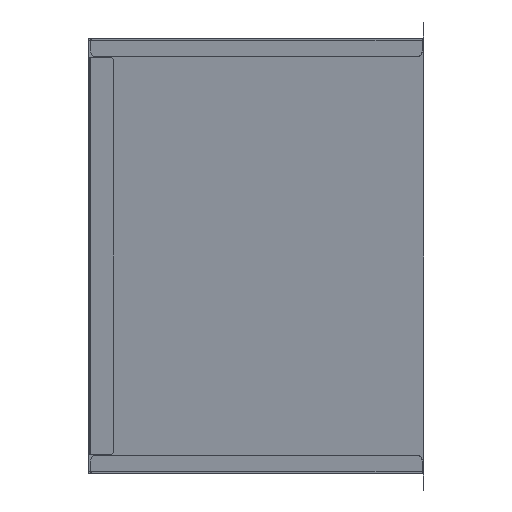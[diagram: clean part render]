
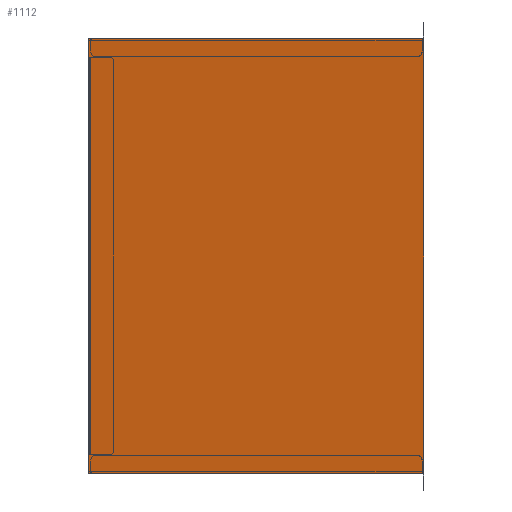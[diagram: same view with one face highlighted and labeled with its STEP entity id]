
A CAD part, front view. The second image highlights one B-rep face of the part: STEP entity #1112.
In plain terms, the highlighted face is planar.
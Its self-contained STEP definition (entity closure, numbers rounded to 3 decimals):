
#106 = PLANE ( 'NONE',  #4550 ) ;
#117 = CARTESIAN_POINT ( 'NONE',  ( 246., 195., 0. ) ) ;
#196 = CARTESIAN_POINT ( 'NONE',  ( 246., 195., 0. ) ) ;
#305 = EDGE_CURVE ( 'NONE', #5555, #1387, #5258, .T. ) ;
#381 = DIRECTION ( 'NONE',  ( 0., -1., 0. ) ) ;
#749 = DIRECTION ( 'NONE',  ( 0., 0., 1. ) ) ;
#798 = EDGE_CURVE ( 'NONE', #4628, #5555, #3210, .T. ) ;
#1011 = VECTOR ( 'NONE', #381, 1000. ) ;
#1112 = ADVANCED_FACE ( 'NONE', ( #2844 ), #106, .F. ) ;
#1387 = VERTEX_POINT ( 'NONE', #4822 ) ;
#1553 = VECTOR ( 'NONE', #6874, 1000. ) ;
#1683 = VERTEX_POINT ( 'NONE', #5077 ) ;
#2655 = VECTOR ( 'NONE', #3946, 1000. ) ;
#2844 = FACE_OUTER_BOUND ( 'NONE', #6136, .T. ) ;
#3082 = EDGE_CURVE ( 'NONE', #1387, #1683, #4749, .T. ) ;
#3210 = LINE ( 'NONE', #5990, #3399 ) ;
#3399 = VECTOR ( 'NONE', #5413, 1000. ) ;
#3946 = DIRECTION ( 'NONE',  ( 1., 0., 0. ) ) ;
#3964 = ORIENTED_EDGE ( 'NONE', *, *, #305, .F. ) ;
#4249 = ORIENTED_EDGE ( 'NONE', *, *, #798, .F. ) ;
#4550 = AXIS2_PLACEMENT_3D ( 'NONE', #6711, #749, #4721 ) ;
#4628 = VERTEX_POINT ( 'NONE', #6606 ) ;
#4721 = DIRECTION ( 'NONE',  ( 1., 0., 0. ) ) ;
#4749 = LINE ( 'NONE', #6404, #1011 ) ;
#4799 = EDGE_CURVE ( 'NONE', #1683, #4628, #6170, .T. ) ;
#4822 = CARTESIAN_POINT ( 'NONE',  ( -246., 195., 0. ) ) ;
#5077 = CARTESIAN_POINT ( 'NONE',  ( -246., -195., 0. ) ) ;
#5258 = LINE ( 'NONE', #196, #1553 ) ;
#5413 = DIRECTION ( 'NONE',  ( 0., 1., 0. ) ) ;
#5555 = VERTEX_POINT ( 'NONE', #117 ) ;
#5990 = CARTESIAN_POINT ( 'NONE',  ( 246., -195., 0. ) ) ;
#6129 = ORIENTED_EDGE ( 'NONE', *, *, #4799, .F. ) ;
#6136 = EDGE_LOOP ( 'NONE', ( #6710, #3964, #4249, #6129 ) ) ;
#6170 = LINE ( 'NONE', #6827, #2655 ) ;
#6404 = CARTESIAN_POINT ( 'NONE',  ( -246., -195., 0. ) ) ;
#6606 = CARTESIAN_POINT ( 'NONE',  ( 246., -195., 0. ) ) ;
#6710 = ORIENTED_EDGE ( 'NONE', *, *, #3082, .F. ) ;
#6711 = CARTESIAN_POINT ( 'NONE',  ( 0., 0., 0. ) ) ;
#6827 = CARTESIAN_POINT ( 'NONE',  ( 246., -195., 0. ) ) ;
#6874 = DIRECTION ( 'NONE',  ( -1., 0., 0. ) ) ;
